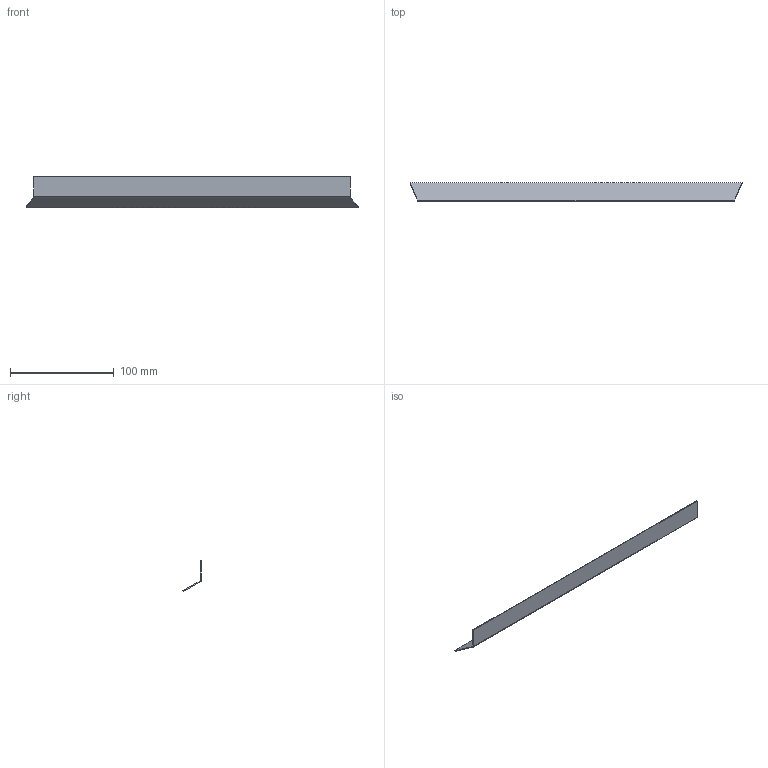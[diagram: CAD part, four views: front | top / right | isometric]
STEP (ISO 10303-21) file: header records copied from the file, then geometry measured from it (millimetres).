
FILE_DESCRIPTION (( 'STEP AP203' ), '1' );
FILE_NAME ('joint-rear-bottom-v01.STEP', '2024-07-13T21:30:28', ( '' ), ( '' ), 'SwSTEP 2.0', 'SolidWorks 2024', '' );
FILE_SCHEMA (( 'CONFIG_CONTROL_DESIGN' ));
Length unit declared in the file: millimetre
Products named in the file (1): joint-rear-bottom-v01
Bounding box: 320 x 17.76 x 29.9 mm (x, y, z)
Volume: 9274.7 mm3; surface area: 24881.6 mm2
Topology: 1 solids, 1 shells, 16 faces, 34 edges, 20 vertices
Faces by surface type: plane 12, bspline 2, cylinder 2
Entity records: 503 total; most frequent: CARTESIAN_POINT 103, ORIENTED_EDGE 68, DIRECTION 60, EDGE_CURVE 34, LINE 22, VECTOR 22, VERTEX_POINT 20, AXIS2_PLACEMENT_3D 19
